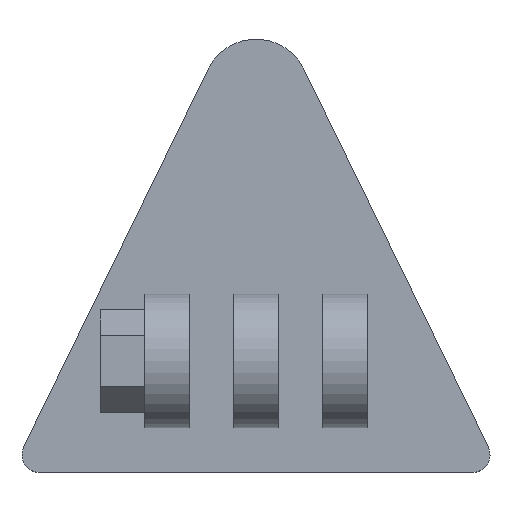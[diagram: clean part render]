
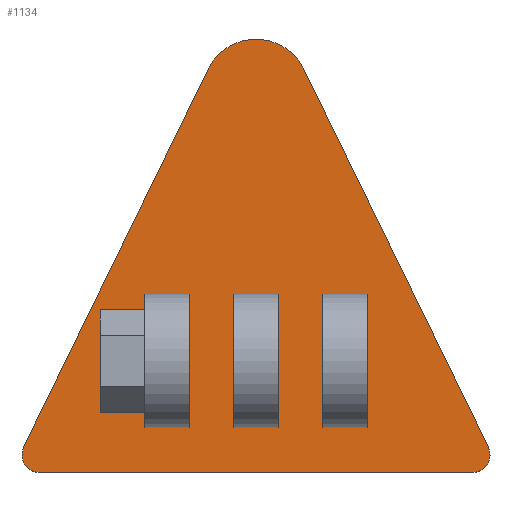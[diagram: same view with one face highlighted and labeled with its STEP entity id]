
A CAD part, top view. The second image highlights one B-rep face of the part: STEP entity #1134.
In plain terms, the highlighted planar face has unit normal (0, 0, 1).
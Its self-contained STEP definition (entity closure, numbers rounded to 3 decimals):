
#22=FACE_BOUND('',#179,.T.);
#23=FACE_BOUND('',#180,.T.);
#24=FACE_BOUND('',#181,.T.);
#47=PLANE('',#1227);
#110=FACE_OUTER_BOUND('',#178,.T.);
#178=EDGE_LOOP('',(#1016,#1017,#1018,#1019,#1020,#1021));
#179=EDGE_LOOP('',(#1022,#1023,#1024,#1025));
#180=EDGE_LOOP('',(#1026,#1027,#1028,#1029));
#181=EDGE_LOOP('',(#1030,#1031,#1032,#1033));
#198=CIRCLE('',#1218,6.);
#200=CIRCLE('',#1222,2.);
#202=CIRCLE('',#1226,2.);
#313=LINE('',#3547,#400);
#316=LINE('',#3552,#403);
#318=LINE('',#3557,#405);
#321=LINE('',#3562,#408);
#323=LINE('',#3567,#410);
#326=LINE('',#3572,#413);
#328=LINE('',#3576,#415);
#329=LINE('',#3578,#416);
#331=LINE('',#3582,#418);
#332=LINE('',#3584,#419);
#333=LINE('',#3587,#420);
#335=LINE('',#3590,#422);
#338=LINE('',#3598,#425);
#342=LINE('',#3610,#429);
#346=LINE('',#3622,#433);
#400=VECTOR('',#1391,10.);
#403=VECTOR('',#1396,10.);
#405=VECTOR('',#1400,10.);
#408=VECTOR('',#1405,10.);
#410=VECTOR('',#1409,10.);
#413=VECTOR('',#1414,10.);
#415=VECTOR('',#1418,10.);
#416=VECTOR('',#1421,10.);
#418=VECTOR('',#1425,10.);
#419=VECTOR('',#1428,10.);
#420=VECTOR('',#1431,10.);
#422=VECTOR('',#1435,10.);
#425=VECTOR('',#1440,10.);
#429=VECTOR('',#1452,10.);
#433=VECTOR('',#1464,10.);
#521=VERTEX_POINT('',#3544);
#522=VERTEX_POINT('',#3546);
#523=VERTEX_POINT('',#3550);
#524=VERTEX_POINT('',#3554);
#525=VERTEX_POINT('',#3556);
#526=VERTEX_POINT('',#3560);
#527=VERTEX_POINT('',#3564);
#528=VERTEX_POINT('',#3566);
#529=VERTEX_POINT('',#3570);
#530=VERTEX_POINT('',#3574);
#531=VERTEX_POINT('',#3580);
#532=VERTEX_POINT('',#3586);
#535=VERTEX_POINT('',#3595);
#536=VERTEX_POINT('',#3597);
#538=VERTEX_POINT('',#3603);
#540=VERTEX_POINT('',#3609);
#542=VERTEX_POINT('',#3615);
#544=VERTEX_POINT('',#3621);
#669=EDGE_CURVE('',#522,#521,#313,.T.);
#672=EDGE_CURVE('',#521,#523,#316,.T.);
#674=EDGE_CURVE('',#525,#524,#318,.T.);
#677=EDGE_CURVE('',#524,#526,#321,.T.);
#679=EDGE_CURVE('',#528,#527,#323,.T.);
#682=EDGE_CURVE('',#527,#529,#326,.T.);
#684=EDGE_CURVE('',#523,#530,#328,.T.);
#685=EDGE_CURVE('',#530,#522,#329,.T.);
#687=EDGE_CURVE('',#526,#531,#331,.T.);
#688=EDGE_CURVE('',#531,#525,#332,.T.);
#689=EDGE_CURVE('',#532,#528,#333,.T.);
#691=EDGE_CURVE('',#529,#532,#335,.T.);
#694=EDGE_CURVE('',#536,#535,#338,.T.);
#697=EDGE_CURVE('',#538,#536,#198,.T.);
#700=EDGE_CURVE('',#540,#538,#342,.T.);
#703=EDGE_CURVE('',#542,#540,#200,.T.);
#706=EDGE_CURVE('',#544,#542,#346,.T.);
#709=EDGE_CURVE('',#535,#544,#202,.T.);
#1016=ORIENTED_EDGE('',*,*,#709,.T.);
#1017=ORIENTED_EDGE('',*,*,#706,.T.);
#1018=ORIENTED_EDGE('',*,*,#703,.T.);
#1019=ORIENTED_EDGE('',*,*,#700,.T.);
#1020=ORIENTED_EDGE('',*,*,#697,.T.);
#1021=ORIENTED_EDGE('',*,*,#694,.T.);
#1022=ORIENTED_EDGE('',*,*,#684,.T.);
#1023=ORIENTED_EDGE('',*,*,#685,.T.);
#1024=ORIENTED_EDGE('',*,*,#669,.T.);
#1025=ORIENTED_EDGE('',*,*,#672,.T.);
#1026=ORIENTED_EDGE('',*,*,#687,.T.);
#1027=ORIENTED_EDGE('',*,*,#688,.T.);
#1028=ORIENTED_EDGE('',*,*,#674,.T.);
#1029=ORIENTED_EDGE('',*,*,#677,.T.);
#1030=ORIENTED_EDGE('',*,*,#689,.T.);
#1031=ORIENTED_EDGE('',*,*,#679,.T.);
#1032=ORIENTED_EDGE('',*,*,#682,.T.);
#1033=ORIENTED_EDGE('',*,*,#691,.T.);
#1134=ADVANCED_FACE('',(#110,#22,#23,#24),#47,.T.);
#1218=AXIS2_PLACEMENT_3D('',#3604,#1446,#1447);
#1222=AXIS2_PLACEMENT_3D('',#3616,#1458,#1459);
#1226=AXIS2_PLACEMENT_3D('',#3626,#1470,#1471);
#1227=AXIS2_PLACEMENT_3D('',#3627,#1472,#1473);
#1391=DIRECTION('',(1.,0.,0.));
#1396=DIRECTION('',(0.,-1.,0.));
#1400=DIRECTION('',(1.,0.,0.));
#1405=DIRECTION('',(0.,-1.,0.));
#1409=DIRECTION('',(1.,0.,0.));
#1414=DIRECTION('',(0.,-1.,0.));
#1418=DIRECTION('',(-1.,0.,0.));
#1421=DIRECTION('',(0.,1.,0.));
#1425=DIRECTION('',(-1.,0.,0.));
#1428=DIRECTION('',(0.,1.,0.));
#1431=DIRECTION('',(0.,1.,0.));
#1435=DIRECTION('',(-1.,0.,0.));
#1440=DIRECTION('',(-0.438,-0.899,0.));
#1446=DIRECTION('center_axis',(0.,0.,1.));
#1447=DIRECTION('ref_axis',(0.899,0.438,0.));
#1452=DIRECTION('',(-0.438,0.899,0.));
#1458=DIRECTION('center_axis',(0.,0.,1.));
#1459=DIRECTION('ref_axis',(0.,-1.,0.));
#1464=DIRECTION('',(1.,0.,0.));
#1470=DIRECTION('center_axis',(0.,0.,1.));
#1471=DIRECTION('ref_axis',(-0.899,0.438,0.));
#1472=DIRECTION('center_axis',(0.,0.,1.));
#1473=DIRECTION('ref_axis',(1.,0.,0.));
#3544=CARTESIAN_POINT('',(15.,20.,10.));
#3546=CARTESIAN_POINT('',(10.,20.,10.));
#3547=CARTESIAN_POINT('',(8.75,20.,10.));
#3550=CARTESIAN_POINT('',(15.,5.,10.));
#3552=CARTESIAN_POINT('',(15.,14.674,10.));
#3554=CARTESIAN_POINT('',(5.,20.,10.));
#3556=CARTESIAN_POINT('',(0.,20.,10.));
#3557=CARTESIAN_POINT('',(3.75,20.,10.));
#3560=CARTESIAN_POINT('',(5.,5.,10.));
#3562=CARTESIAN_POINT('',(5.,14.674,10.));
#3564=CARTESIAN_POINT('',(-5.,20.,10.));
#3566=CARTESIAN_POINT('',(-10.,20.,10.));
#3567=CARTESIAN_POINT('',(-1.25,20.,10.));
#3570=CARTESIAN_POINT('',(-5.,5.,10.));
#3572=CARTESIAN_POINT('',(-5.,14.674,10.));
#3574=CARTESIAN_POINT('',(10.,5.,10.));
#3576=CARTESIAN_POINT('',(6.25,5.,10.));
#3578=CARTESIAN_POINT('',(10.,22.174,10.));
#3580=CARTESIAN_POINT('',(0.,5.,10.));
#3582=CARTESIAN_POINT('',(1.25,5.,10.));
#3584=CARTESIAN_POINT('',(0.,22.174,10.));
#3586=CARTESIAN_POINT('',(-10.,5.,10.));
#3587=CARTESIAN_POINT('',(-10.,22.174,10.));
#3590=CARTESIAN_POINT('',(-3.75,5.,10.));
#3595=CARTESIAN_POINT('',(-23.597,2.877,10.));
#3597=CARTESIAN_POINT('',(-2.893,45.327,10.));
#3598=CARTESIAN_POINT('',(-23.597,2.877,10.));
#3603=CARTESIAN_POINT('',(7.893,45.327,10.));
#3604=CARTESIAN_POINT('Origin',(2.5,42.696,10.));
#3609=CARTESIAN_POINT('',(28.597,2.877,10.));
#3610=CARTESIAN_POINT('',(7.893,45.327,10.));
#3615=CARTESIAN_POINT('',(26.799,0.,10.));
#3616=CARTESIAN_POINT('Origin',(26.799,2.,10.));
#3621=CARTESIAN_POINT('',(-21.799,0.,10.));
#3622=CARTESIAN_POINT('',(-21.799,0.,10.));
#3626=CARTESIAN_POINT('Origin',(-21.799,2.,10.));
#3627=CARTESIAN_POINT('Origin',(2.5,24.348,10.));
